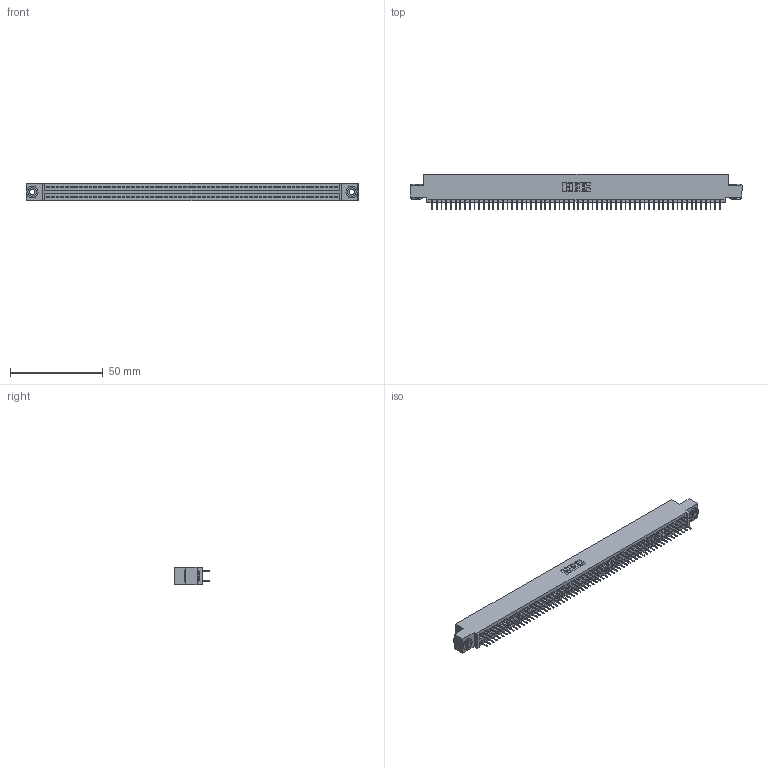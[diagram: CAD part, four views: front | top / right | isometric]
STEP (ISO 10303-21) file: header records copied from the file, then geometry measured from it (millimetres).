
FILE_DESCRIPTION (( 'STEP AP203' ), '1' );
FILE_NAME ('845-124-524-503.STEP', '2018-11-21T18:27:19', ( '' ), ( '' ), 'SwSTEP 2.0', 'SolidWorks 2016', '' );
FILE_SCHEMA (( 'CONFIG_CONTROL_DESIGN' ));
Length unit declared in the file: inch
Products named in the file (4): 845 Part_0.110 Offset - 0.156 Dia-TH; 345-292-001_345-293-124; 345-250-002_345-250-002-102; 845-124-524-503
Assembly tree (127 placements, depth 2):
  845-124-524-503
    845 Part_0.110 Offset - 0.156 Dia-TH
    345-292-001_345-293-124  x124
    345-250-002_345-250-002-102  x2
Bounding box: 178.69 x 19.35 x 9.4 mm (x, y, z)
Volume: 17302.1 mm3; surface area: 25765.1 mm2
Topology: 127 solids, 127 shells, 6864 faces, 19401 edges, 12434 vertices
Faces by surface type: plane 4930, cylinder 1926, cone 8
Entity records: 46810 total; most frequent: CARTESIAN_POINT 7803, ORIENTED_EDGE 7730, DIRECTION 6887, EDGE_CURVE 3865, VECTOR 3465, LINE 3465, VERTEX_POINT 2570, AXIS2_PLACEMENT_3D 1711
